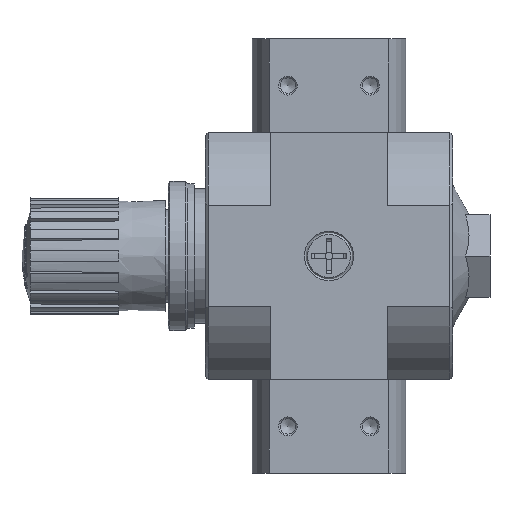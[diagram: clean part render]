
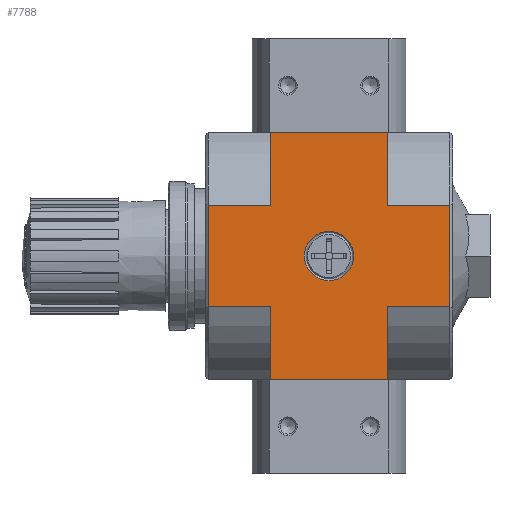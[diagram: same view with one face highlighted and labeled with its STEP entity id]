
A CAD part, left-side view. The second image highlights one B-rep face of the part: STEP entity #7788.
In plain terms, the highlighted face is planar.
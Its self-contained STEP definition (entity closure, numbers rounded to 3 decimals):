
#283=PLANE('',#8327);
#561=CIRCLE('',#8328,6.579);
#1079=ORIENTED_EDGE('',*,*,#2804,.F.);
#1080=ORIENTED_EDGE('',*,*,#2805,.T.);
#1081=ORIENTED_EDGE('',*,*,#2806,.F.);
#1082=ORIENTED_EDGE('',*,*,#2807,.T.);
#1083=ORIENTED_EDGE('',*,*,#2808,.F.);
#1084=ORIENTED_EDGE('',*,*,#2787,.F.);
#1085=ORIENTED_EDGE('',*,*,#2809,.T.);
#1086=ORIENTED_EDGE('',*,*,#2810,.T.);
#1087=ORIENTED_EDGE('',*,*,#2811,.T.);
#1088=ORIENTED_EDGE('',*,*,#2812,.T.);
#1089=ORIENTED_EDGE('',*,*,#2813,.T.);
#1090=ORIENTED_EDGE('',*,*,#2779,.F.);
#1091=ORIENTED_EDGE('',*,*,#2814,.F.);
#2779=EDGE_CURVE('',#3624,#3617,#4193,.T.);
#2787=EDGE_CURVE('',#3631,#3632,#4198,.T.);
#2804=EDGE_CURVE('',#3645,#3645,#561,.T.);
#2805=EDGE_CURVE('',#3646,#3647,#4214,.F.);
#2806=EDGE_CURVE('',#3648,#3647,#4215,.T.);
#2807=EDGE_CURVE('',#3648,#3649,#4216,.T.);
#2808=EDGE_CURVE('',#3632,#3649,#4217,.T.);
#2809=EDGE_CURVE('',#3631,#3650,#4218,.T.);
#2810=EDGE_CURVE('',#3650,#3651,#4219,.T.);
#2811=EDGE_CURVE('',#3651,#3652,#4220,.T.);
#2812=EDGE_CURVE('',#3652,#3653,#4221,.F.);
#2813=EDGE_CURVE('',#3653,#3617,#4222,.T.);
#2814=EDGE_CURVE('',#3646,#3624,#4223,.T.);
#3617=VERTEX_POINT('',#11454);
#3624=VERTEX_POINT('',#11469);
#3631=VERTEX_POINT('',#11485);
#3632=VERTEX_POINT('',#11487);
#3645=VERTEX_POINT('',#11519);
#3646=VERTEX_POINT('',#11521);
#3647=VERTEX_POINT('',#11522);
#3648=VERTEX_POINT('',#11524);
#3649=VERTEX_POINT('',#11526);
#3650=VERTEX_POINT('',#11529);
#3651=VERTEX_POINT('',#11531);
#3652=VERTEX_POINT('',#11533);
#3653=VERTEX_POINT('',#11535);
#4193=LINE('',#11470,#4627);
#4198=LINE('',#11486,#4632);
#4214=LINE('',#11520,#4648);
#4215=LINE('',#11523,#4649);
#4216=LINE('',#11525,#4650);
#4217=LINE('',#11527,#4651);
#4218=LINE('',#11528,#4652);
#4219=LINE('',#11530,#4653);
#4220=LINE('',#11532,#4654);
#4221=LINE('',#11534,#4655);
#4222=LINE('',#11536,#4656);
#4223=LINE('',#11537,#4657);
#4627=VECTOR('',#9327,1000.);
#4632=VECTOR('',#9340,1000.);
#4648=VECTOR('',#9364,1000.);
#4649=VECTOR('',#9365,1000.);
#4650=VECTOR('',#9366,1000.);
#4651=VECTOR('',#9367,1000.);
#4652=VECTOR('',#9368,1000.);
#4653=VECTOR('',#9369,1000.);
#4654=VECTOR('',#9370,1000.);
#4655=VECTOR('',#9371,1000.);
#4656=VECTOR('',#9372,1000.);
#4657=VECTOR('',#9373,1000.);
#5068=EDGE_LOOP('',(#1079));
#5069=EDGE_LOOP('',(#1080,#1081,#1082,#1083,#1084,#1085,#1086,#1087,#1088,
#1089,#1090,#1091));
#5640=FACE_BOUND('',#5068,.T.);
#5641=FACE_BOUND('',#5069,.T.);
#7788=ADVANCED_FACE('',(#5640,#5641),#283,.F.);
#8327=AXIS2_PLACEMENT_3D('',#11517,#9360,#9361);
#8328=AXIS2_PLACEMENT_3D('',#11518,#9362,#9363);
#9327=DIRECTION('',(0.,-1.,0.));
#9340=DIRECTION('',(0.,1.,0.));
#9360=DIRECTION('',(0.,0.,1.));
#9361=DIRECTION('',(1.,0.,0.));
#9362=DIRECTION('',(0.,0.,-1.));
#9363=DIRECTION('',(-1.,0.,0.));
#9364=DIRECTION('',(0.,-1.,0.));
#9365=DIRECTION('',(-1.,0.,0.));
#9366=DIRECTION('',(0.,-1.,0.));
#9367=DIRECTION('',(-1.,0.,0.));
#9368=DIRECTION('',(-1.,0.,0.));
#9369=DIRECTION('',(0.,-1.,0.));
#9370=DIRECTION('',(-1.,0.,0.));
#9371=DIRECTION('',(0.,-1.,0.));
#9372=DIRECTION('',(-1.,0.,0.));
#9373=DIRECTION('',(-1.,0.,0.));
#11454=CARTESIAN_POINT('',(-33.,-15.5,-33.));
#11469=CARTESIAN_POINT('',(-33.,15.5,-33.));
#11470=CARTESIAN_POINT('',(-33.,32.2,-33.));
#11485=CARTESIAN_POINT('',(33.,-15.5,-33.));
#11486=CARTESIAN_POINT('',(33.,-32.2,-33.));
#11487=CARTESIAN_POINT('',(33.,15.5,-33.));
#11517=CARTESIAN_POINT('',(0.,0.,-33.));
#11518=CARTESIAN_POINT('',(0.,0.,-33.));
#11519=CARTESIAN_POINT('',(-6.579,0.,-33.));
#11520=CARTESIAN_POINT('',(-13.619,50.5,-33.));
#11521=CARTESIAN_POINT('',(-13.619,15.5,-33.));
#11522=CARTESIAN_POINT('',(-13.619,32.2,-33.));
#11523=CARTESIAN_POINT('',(33.,32.2,-33.));
#11524=CARTESIAN_POINT('',(13.619,32.2,-33.));
#11525=CARTESIAN_POINT('',(13.619,50.5,-33.));
#11526=CARTESIAN_POINT('',(13.619,15.5,-33.));
#11527=CARTESIAN_POINT('',(0.,15.5,-33.));
#11528=CARTESIAN_POINT('',(0.,-15.5,-33.));
#11529=CARTESIAN_POINT('',(13.619,-15.5,-33.));
#11530=CARTESIAN_POINT('',(13.619,-15.5,-33.));
#11531=CARTESIAN_POINT('',(13.619,-32.2,-33.));
#11532=CARTESIAN_POINT('',(33.,-32.2,-33.));
#11533=CARTESIAN_POINT('',(-13.619,-32.2,-33.));
#11534=CARTESIAN_POINT('',(-13.619,-15.5,-33.));
#11535=CARTESIAN_POINT('',(-13.619,-15.5,-33.));
#11536=CARTESIAN_POINT('',(0.,-15.5,-33.));
#11537=CARTESIAN_POINT('',(0.,15.5,-33.));
